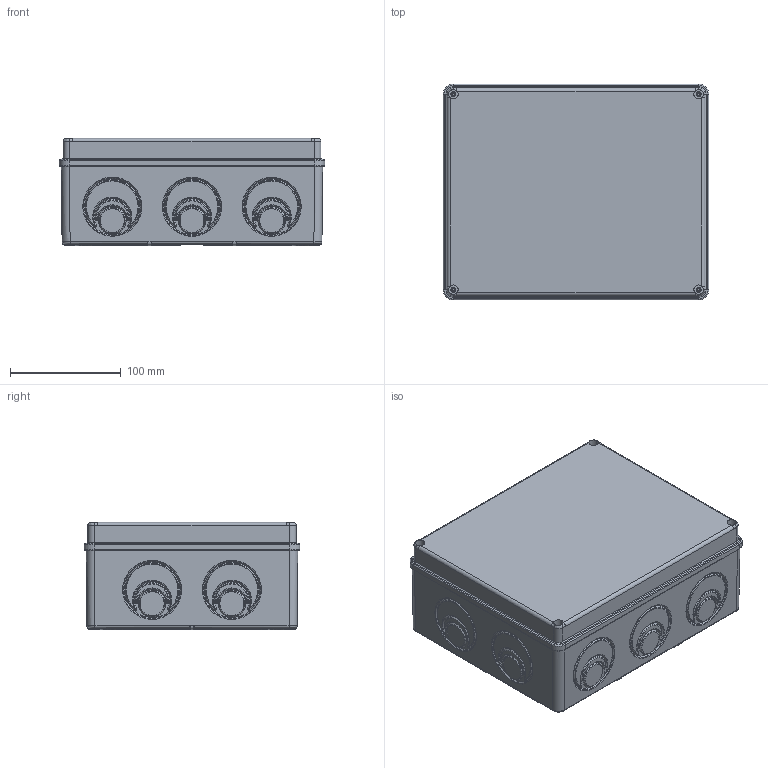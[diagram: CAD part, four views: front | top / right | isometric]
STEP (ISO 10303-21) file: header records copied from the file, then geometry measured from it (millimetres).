
FILE_DESCRIPTION (( 'STEP AP214' ), '1' );
FILE_NAME ('UKO10-240-195-090-K52-55ñ.STEP', '2021-12-08T12:41:44', ( '' ), ( '' ), 'SwSTEP 2.0', 'SolidWorks 2021', '' );
FILE_SCHEMA (( 'AUTOMOTIVE_DESIGN' ));
Length unit declared in the file: millimetre
Products named in the file (1): UKO10-240-195-090-K52-55ñ
Bounding box: 240 x 195 x 97 mm (x, y, z)
Volume: 337024.4 mm3; surface area: 385355.3 mm2
Topology: 2 solids, 2 shells, 2549 faces, 6045 edges, 3609 vertices
Faces by surface type: cylinder 982, plane 804, torus 469, cone 210, bspline 76, sphere 8
Entity records: 78608 total; most frequent: CARTESIAN_POINT 19545, DIRECTION 13129, ORIENTED_EDGE 12058, EDGE_CURVE 6029, AXIS2_PLACEMENT_3D 5060, VERTEX_POINT 3609, VECTOR 3009, LINE 3009
